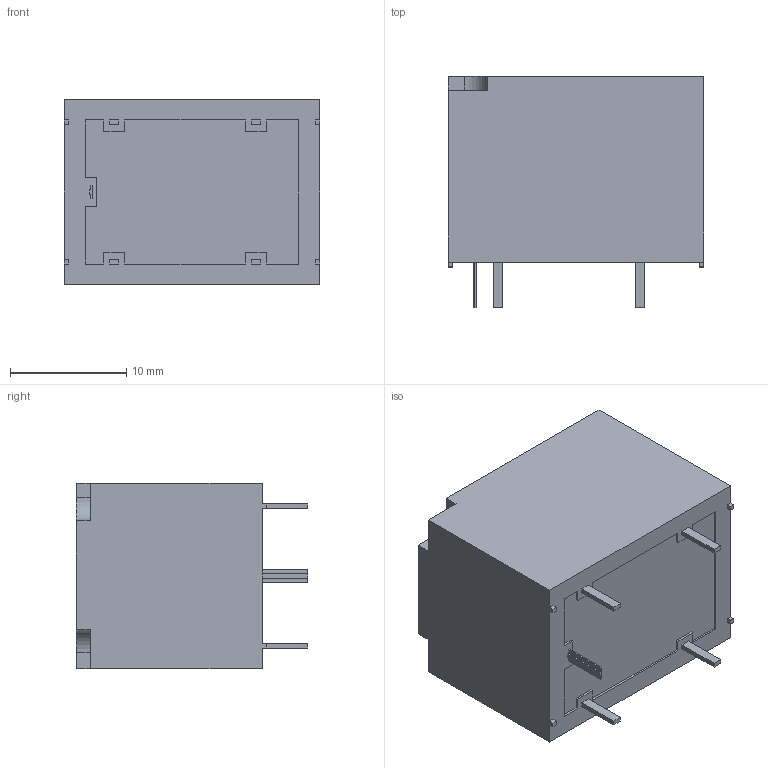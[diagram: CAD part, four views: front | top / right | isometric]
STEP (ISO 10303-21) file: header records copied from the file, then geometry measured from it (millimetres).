
FILE_DESCRIPTION (( 'STEP AP214' ), '1' );
FILE_NAME ('JS1-12V-F.STEP', '2019-11-08T13:20:24', ( '' ), ( '' ), 'SwSTEP 2.0', 'SolidWorks 2017', '' );
FILE_SCHEMA (( 'AUTOMOTIVE_DESIGN' ));
Length unit declared in the file: millimetre
Products named in the file (1): JS1-12V-F
Bounding box: 22 x 19.9 x 16 mm (x, y, z)
Volume: 5562.6 mm3; surface area: 1995.4 mm2
Topology: 6 solids, 6 shells, 95 faces, 240 edges, 160 vertices
Faces by surface type: plane 89, cylinder 6
Entity records: 2885 total; most frequent: CARTESIAN_POINT 496, ORIENTED_EDGE 480, DIRECTION 444, EDGE_CURVE 240, VECTOR 228, LINE 228, VERTEX_POINT 160, AXIS2_PLACEMENT_3D 108
